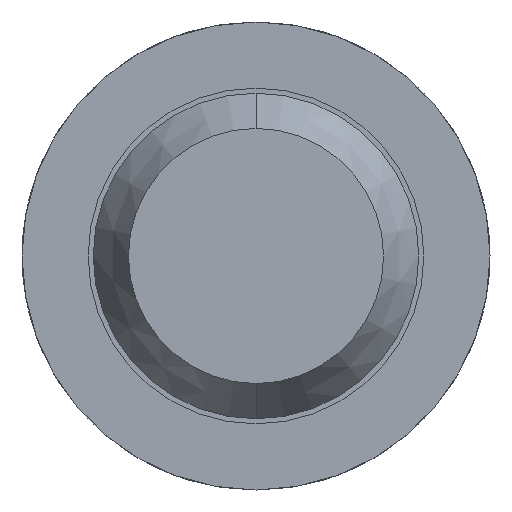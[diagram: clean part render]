
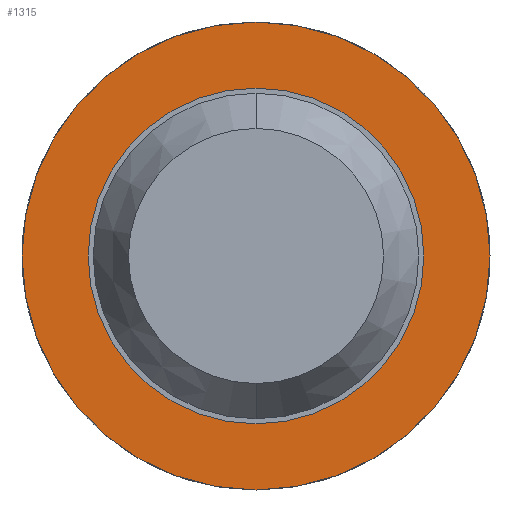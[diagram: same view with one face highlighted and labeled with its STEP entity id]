
A CAD part, front view. The second image highlights one B-rep face of the part: STEP entity #1315.
In plain terms, the highlighted planar face has unit normal (0, -1, 0).
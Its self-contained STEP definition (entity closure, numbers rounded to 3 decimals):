
#120 = CIRCLE ( 'NONE', #319, 0.825 ) ;
#179 = EDGE_LOOP ( 'NONE', ( #3492, #423 ) ) ;
#278 = CIRCLE ( 'NONE', #2957, 1.15 ) ;
#319 = AXIS2_PLACEMENT_3D ( 'NONE', #2420, #2781, #2795 ) ;
#382 = DIRECTION ( 'NONE',  ( 0., 1., 0. ) ) ;
#423 = ORIENTED_EDGE ( 'NONE', *, *, #4703, .T. ) ;
#805 = CARTESIAN_POINT ( 'NONE',  ( 0.825, -1.7, 0. ) ) ;
#829 = VERTEX_POINT ( 'NONE', #903 ) ;
#877 = CARTESIAN_POINT ( 'NONE',  ( 0., -1.7, -1.15 ) ) ;
#903 = CARTESIAN_POINT ( 'NONE',  ( 0., -1.7, 1.15 ) ) ;
#981 = FACE_OUTER_BOUND ( 'NONE', #1304, .T. ) ;
#1042 = DIRECTION ( 'NONE',  ( 0., 1., 0. ) ) ;
#1119 = ORIENTED_EDGE ( 'NONE', *, *, #1824, .F. ) ;
#1304 = EDGE_LOOP ( 'NONE', ( #1119, #2086 ) ) ;
#1315 = ADVANCED_FACE ( 'Defeature ausgef�hrt3_8', ( #981, #3866 ), #3020, .F. ) ;
#1508 = EDGE_CURVE ( 'Defeature ausgef�hrt3_8+Defeature ausgef�hrt3_7+Defeature ausgef�hrt3_7+Defeature ausgef�hrt3_7', #3548, #1642, #120, .T. ) ;
#1514 = CARTESIAN_POINT ( 'NONE',  ( 0., -1.7, -0.825 ) ) ;
#1642 = VERTEX_POINT ( 'NONE', #1514 ) ;
#1824 = EDGE_CURVE ( 'Defeature ausgef�hrt3_4+Defeature ausgef�hrt3_8+Defeature ausgef�hrt3_8+Defeature ausgef�hrt3_8', #829, #3218, #4092, .T. ) ;
#2086 = ORIENTED_EDGE ( 'NONE', *, *, #4260, .F. ) ;
#2108 = CIRCLE ( 'NONE', #4597, 0.825 ) ;
#2420 = CARTESIAN_POINT ( 'NONE',  ( 0., -1.7, 0. ) ) ;
#2658 = DIRECTION ( 'NONE',  ( 0., 0., 1. ) ) ;
#2781 = DIRECTION ( 'NONE',  ( 0., 1., 0. ) ) ;
#2795 = DIRECTION ( 'NONE',  ( 0., 0., 1. ) ) ;
#2900 = DIRECTION ( 'NONE',  ( 0., 0., 1. ) ) ;
#2957 = AXIS2_PLACEMENT_3D ( 'NONE', #3696, #382, #4406 ) ;
#3020 = PLANE ( 'NONE',  #4491 ) ;
#3035 = AXIS2_PLACEMENT_3D ( 'NONE', #3362, #4458, #2658 ) ;
#3218 = VERTEX_POINT ( 'NONE', #877 ) ;
#3355 = DIRECTION ( 'NONE',  ( 0., 1., 0. ) ) ;
#3362 = CARTESIAN_POINT ( 'NONE',  ( 0., -1.7, 0. ) ) ;
#3374 = CARTESIAN_POINT ( 'NONE',  ( 0., -1.7, 0.825 ) ) ;
#3492 = ORIENTED_EDGE ( 'NONE', *, *, #1508, .T. ) ;
#3548 = VERTEX_POINT ( 'NONE', #3374 ) ;
#3696 = CARTESIAN_POINT ( 'NONE',  ( 0., -1.7, 0. ) ) ;
#3866 = FACE_BOUND ( 'NONE', #179, .T. ) ;
#3974 = CARTESIAN_POINT ( 'NONE',  ( 0., -1.7, 0. ) ) ;
#4090 = DIRECTION ( 'NONE',  ( 0., 0., 1. ) ) ;
#4092 = CIRCLE ( 'NONE', #3035, 1.15 ) ;
#4260 = EDGE_CURVE ( 'Defeature ausgef�hrt3_4+Defeature ausgef�hrt3_8+Defeature ausgef�hrt3_8+Defeature ausgef�hrt3_8', #3218, #829, #278, .T. ) ;
#4406 = DIRECTION ( 'NONE',  ( 0., 0., 1. ) ) ;
#4458 = DIRECTION ( 'NONE',  ( 0., 1., 0. ) ) ;
#4491 = AXIS2_PLACEMENT_3D ( 'NONE', #805, #3355, #4090 ) ;
#4597 = AXIS2_PLACEMENT_3D ( 'NONE', #3974, #1042, #2900 ) ;
#4703 = EDGE_CURVE ( 'Defeature ausgef�hrt3_8+Defeature ausgef�hrt3_7+Defeature ausgef�hrt3_7+Defeature ausgef�hrt3_7', #1642, #3548, #2108, .T. ) ;
